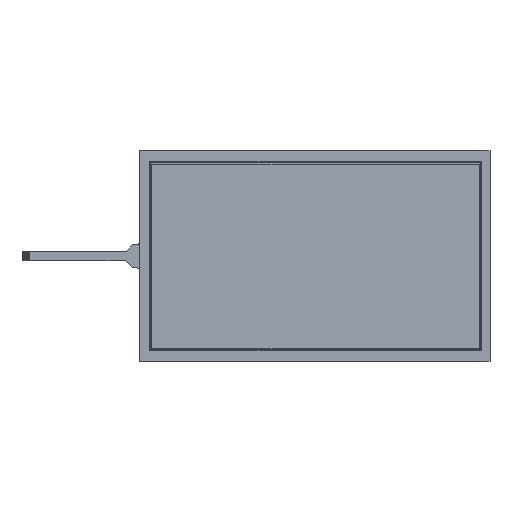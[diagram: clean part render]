
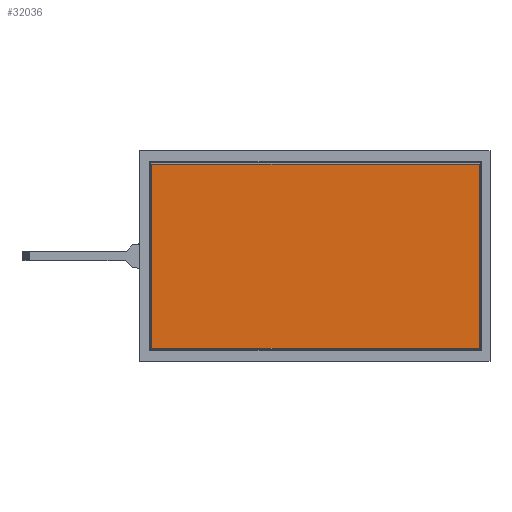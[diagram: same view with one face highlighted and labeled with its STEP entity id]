
A CAD part, top view. The second image highlights one B-rep face of the part: STEP entity #32036.
In plain terms, the highlighted planar face has unit normal (0, 0, 1).
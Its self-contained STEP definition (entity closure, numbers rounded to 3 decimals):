
#2003=FACE_OUTER_BOUND('',#3682,.T.);
#3682=EDGE_LOOP('',(#21523,#21524,#21525,#21526));
#5610=LINE('',#46206,#9338);
#5614=LINE('',#46214,#9342);
#5617=LINE('',#46220,#9345);
#5620=LINE('',#46225,#9348);
#9338=VECTOR('',#36851,10.);
#9342=VECTOR('',#36857,10.);
#9345=VECTOR('',#36862,10.);
#9348=VECTOR('',#36867,10.);
#13003=VERTEX_POINT('',#46204);
#13004=VERTEX_POINT('',#46205);
#13007=VERTEX_POINT('',#46213);
#13009=VERTEX_POINT('',#46219);
#16335=EDGE_CURVE('',#13003,#13004,#5610,.T.);
#16339=EDGE_CURVE('',#13004,#13007,#5614,.T.);
#16342=EDGE_CURVE('',#13007,#13009,#5617,.T.);
#16345=EDGE_CURVE('',#13009,#13003,#5620,.T.);
#21523=ORIENTED_EDGE('',*,*,#16335,.T.);
#21524=ORIENTED_EDGE('',*,*,#16339,.T.);
#21525=ORIENTED_EDGE('',*,*,#16342,.T.);
#21526=ORIENTED_EDGE('',*,*,#16345,.T.);
#30923=PLANE('',#33744);
#32036=ADVANCED_FACE('',(#2003),#30923,.T.);
#33744=AXIS2_PLACEMENT_3D('',#46251,#36896,#36897);
#36851=DIRECTION('',(0.,-1.,0.));
#36857=DIRECTION('',(1.,0.,0.));
#36862=DIRECTION('',(0.,1.,0.));
#36867=DIRECTION('',(-1.,0.,0.));
#36896=DIRECTION('center_axis',(0.,0.,
1.));
#36897=DIRECTION('ref_axis',(1.,0.,0.));
#46204=CARTESIAN_POINT('',(-392.575,119.514,-83.347));
#46205=CARTESIAN_POINT('',(-392.575,-5.766,-83.347));
#46206=CARTESIAN_POINT('',(-392.575,25.629,-83.347));
#46213=CARTESIAN_POINT('',(-169.855,-5.766,-83.347));
#46214=CARTESIAN_POINT('',(-225.785,-5.766,-83.347));
#46219=CARTESIAN_POINT('',(-169.855,119.514,-83.347));
#46220=CARTESIAN_POINT('',(-169.855,88.269,-83.347));
#46225=CARTESIAN_POINT('',(-337.145,119.514,-83.347));
#46251=CARTESIAN_POINT('Origin',(-281.715,57.024,-83.347));
